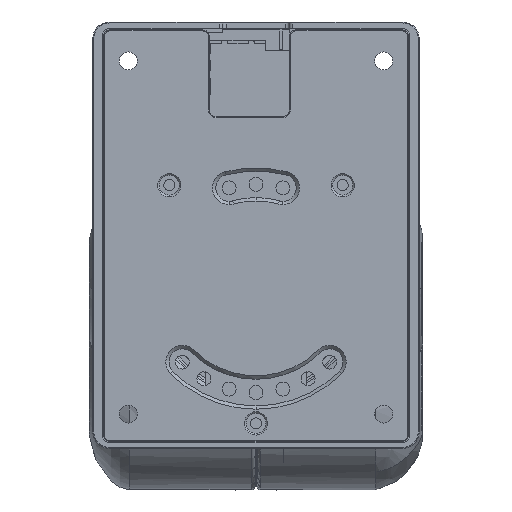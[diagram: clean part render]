
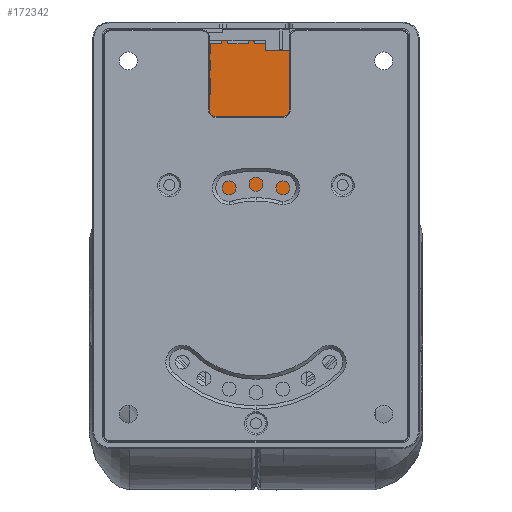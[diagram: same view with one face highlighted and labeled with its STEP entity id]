
A CAD part, front view. The second image highlights one B-rep face of the part: STEP entity #172342.
In plain terms, the highlighted planar face has unit normal (0, -1, 0).
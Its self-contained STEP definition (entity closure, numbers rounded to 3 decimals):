
#8773 = CARTESIAN_POINT ( 'NONE',  ( -15.3, 23.2, -54.503 ) ) ;
#9846 = CARTESIAN_POINT ( 'NONE',  ( 15.3, 23.2, 17.665 ) ) ;
#13049 = ORIENTED_EDGE ( 'NONE', *, *, #181936, .T. ) ;
#18005 = CARTESIAN_POINT ( 'NONE',  ( 0., 23.2, 0. ) ) ;
#27663 = DIRECTION ( 'NONE',  ( 0., -1., 0. ) ) ;
#35679 = CARTESIAN_POINT ( 'NONE',  ( 0., 23.2, 23.37 ) ) ;
#39726 = LINE ( 'NONE', #58743, #111532 ) ;
#43995 = EDGE_CURVE ( 'NONE', #183140, #264322, #186628, .T. ) ;
#44333 = ORIENTED_EDGE ( 'NONE', *, *, #215951, .F. ) ;
#44830 = VERTEX_POINT ( 'NONE', #9846 ) ;
#54371 = ORIENTED_EDGE ( 'NONE', *, *, #43995, .T. ) ;
#58743 = CARTESIAN_POINT ( 'NONE',  ( 15.3, 23.2, -54.503 ) ) ;
#59461 = CIRCLE ( 'NONE', #325488, 23.37 ) ;
#98742 = ORIENTED_EDGE ( 'NONE', *, *, #308595, .F. ) ;
#111532 = VECTOR ( 'NONE', #210172, 1000. ) ;
#135332 = PLANE ( 'NONE',  #306064 ) ;
#144536 = DIRECTION ( 'NONE',  ( 0., 0., -1. ) ) ;
#166107 = CARTESIAN_POINT ( 'NONE',  ( -15.3, 23.2, -54.503 ) ) ;
#172342 = ADVANCED_FACE ( 'NONE', ( #287073 ), #135332, .T. ) ;
#173424 = DIRECTION ( 'NONE',  ( 0., -1., 0. ) ) ;
#181936 = EDGE_CURVE ( 'NONE', #44830, #183140, #39726, .T. ) ;
#183140 = VERTEX_POINT ( 'NONE', #372226 ) ;
#186628 = LINE ( 'NONE', #318780, #191691 ) ;
#189190 = LINE ( 'NONE', #8773, #371023 ) ;
#191691 = VECTOR ( 'NONE', #349572, 1000. ) ;
#204127 = DIRECTION ( 'NONE',  ( 0., 0., -1. ) ) ;
#208575 = CARTESIAN_POINT ( 'NONE',  ( -15.3, 23.2, 17.665 ) ) ;
#210172 = DIRECTION ( 'NONE',  ( 0., 0., 1. ) ) ;
#215951 = EDGE_CURVE ( 'NONE', #44830, #275117, #322367, .T. ) ;
#242513 = EDGE_CURVE ( 'NONE', #335549, #264322, #189190, .T. ) ;
#253818 = DIRECTION ( 'NONE',  ( 0., 0., 1. ) ) ;
#264322 = VERTEX_POINT ( 'NONE', #317584 ) ;
#275117 = VERTEX_POINT ( 'NONE', #35679 ) ;
#276819 = CARTESIAN_POINT ( 'NONE',  ( 0., 23.2, 0. ) ) ;
#277375 = EDGE_LOOP ( 'NONE', ( #44333, #13049, #54371, #296014, #98742 ) ) ;
#287073 = FACE_OUTER_BOUND ( 'NONE', #277375, .T. ) ;
#289361 = DIRECTION ( 'NONE',  ( 0., -1., 0. ) ) ;
#296014 = ORIENTED_EDGE ( 'NONE', *, *, #242513, .F. ) ;
#306064 = AXIS2_PLACEMENT_3D ( 'NONE', #166107, #289361, #144536 ) ;
#308595 = EDGE_CURVE ( 'NONE', #275117, #335549, #59461, .T. ) ;
#317584 = CARTESIAN_POINT ( 'NONE',  ( -15.3, 23.2, 76.2 ) ) ;
#318780 = CARTESIAN_POINT ( 'NONE',  ( 0., 23.2, 76.2 ) ) ;
#322367 = CIRCLE ( 'NONE', #349947, 23.37 ) ;
#325488 = AXIS2_PLACEMENT_3D ( 'NONE', #18005, #173424, #204127 ) ;
#335549 = VERTEX_POINT ( 'NONE', #208575 ) ;
#337111 = DIRECTION ( 'NONE',  ( 0., 0., -1. ) ) ;
#349572 = DIRECTION ( 'NONE',  ( -1., 0., 0. ) ) ;
#349947 = AXIS2_PLACEMENT_3D ( 'NONE', #276819, #27663, #337111 ) ;
#371023 = VECTOR ( 'NONE', #253818, 1000. ) ;
#372226 = CARTESIAN_POINT ( 'NONE',  ( 15.3, 23.2, 76.2 ) ) ;
